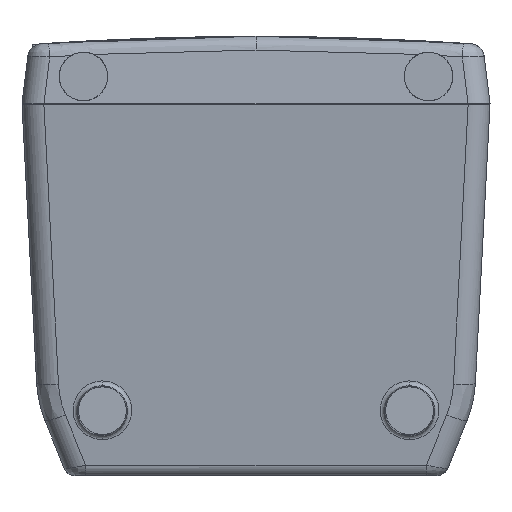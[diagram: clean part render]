
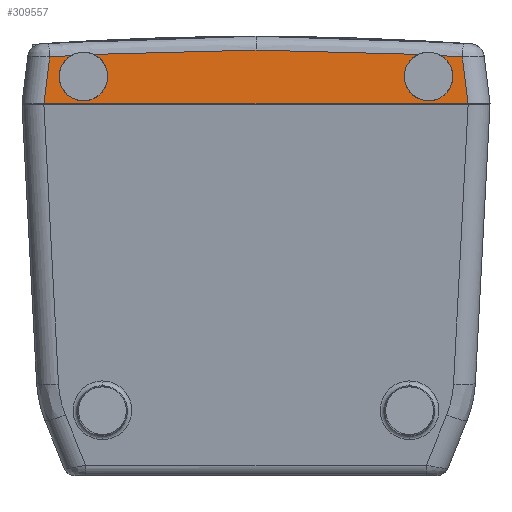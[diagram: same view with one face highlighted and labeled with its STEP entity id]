
A CAD part, front view. The second image highlights one B-rep face of the part: STEP entity #309557.
In plain terms, the highlighted planar face has unit normal (0, -0.999, 0.052).
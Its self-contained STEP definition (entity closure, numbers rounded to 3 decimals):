
#471 = EDGE_CURVE ( 'NONE', #238176, #194765, #267999, .T. ) ;
#8424 = ORIENTED_EDGE ( 'NONE', *, *, #471, .T. ) ;
#8855 = EDGE_CURVE ( 'NONE', #39567, #93769, #368569, .T. ) ;
#11930 = DIRECTION ( 'NONE',  ( -1., 0., 0. ) ) ;
#12096 =( BOUNDED_CURVE ( )  B_SPLINE_CURVE ( 3, ( #502489, #57886, #334006, #344555 ),
 .UNSPECIFIED., .F., .F. ) 
 B_SPLINE_CURVE_WITH_KNOTS ( ( 4, 4 ),
 ( 3.568, 6.283 ),
 .UNSPECIFIED. ) 
 CURVE ( )  GEOMETRIC_REPRESENTATION_ITEM ( )  RATIONAL_B_SPLINE_CURVE ( ( 1., 0.474, 0.474, 1. ) ) 
 REPRESENTATION_ITEM ( '' )  );
#29406 = CARTESIAN_POINT ( 'NONE',  ( 90.439, -983.779, 24.183 ) ) ;
#29585 = CARTESIAN_POINT ( 'NONE',  ( 126.584, -983.33, 32.756 ) ) ;
#39567 = VERTEX_POINT ( 'NONE', #139310 ) ;
#45079 = CARTESIAN_POINT ( 'NONE',  ( 126.584, -983.33, 32.756 ) ) ;
#48273 = CARTESIAN_POINT ( 'NONE',  ( 126.584, -983.33, 32.756 ) ) ;
#49776 =( BOUNDED_CURVE ( )  B_SPLINE_CURVE ( 3, ( #359009, #281206, #29406, #436616 ),
 .UNSPECIFIED., .F., .T. ) 
 B_SPLINE_CURVE_WITH_KNOTS ( ( 4, 4 ),
 ( 0., 2.715 ),
 .UNSPECIFIED. ) 
 CURVE ( )  GEOMETRIC_REPRESENTATION_ITEM ( )  RATIONAL_B_SPLINE_CURVE ( ( 1., 0.474, 0.474, 1. ) ) 
 REPRESENTATION_ITEM ( '' )  );
#53944 = CARTESIAN_POINT ( 'NONE',  ( 74.187, -983.183, 35.554 ) ) ;
#55689 = EDGE_CURVE ( 'NONE', #455394, #406468, #430077, .T. ) ;
#56630 = CARTESIAN_POINT ( 'NONE',  ( -111.06, -983.285, 33.617 ) ) ;
#56726 = EDGE_CURVE ( 'NONE', #406468, #332516, #193995, .T. ) ;
#57886 = CARTESIAN_POINT ( 'NONE',  ( -90.299, -983.779, 24.183 ) ) ;
#70200 = CARTESIAN_POINT ( 'NONE',  ( -111.06, -983.285, 33.617 ) ) ;
#73497 = CARTESIAN_POINT ( 'NONE',  ( -138.828, -984.947, 1.895 ) ) ;
#74390 = ORIENTED_EDGE ( 'NONE', *, *, #55689, .T. ) ;
#79138 = CARTESIAN_POINT ( 'NONE',  ( -141.004, -983.378, 31.838 ) ) ;
#92345 = DIRECTION ( 'NONE',  ( 0., -0.999, 0.052 ) ) ;
#93769 = VERTEX_POINT ( 'NONE', #183485 ) ;
#95822 = LINE ( 'NONE', #307360, #146052 ) ;
#101823 = DIRECTION ( 'NONE',  ( -0.122, -0.052, -0.991 ) ) ;
#118101 = ORIENTED_EDGE ( 'NONE', *, *, #182867, .T. ) ;
#123709 = VERTEX_POINT ( 'NONE', #202368 ) ;
#123720 = CARTESIAN_POINT ( 'NONE',  ( 0.07, -983.133, 36.523 ) ) ;
#139310 = CARTESIAN_POINT ( 'NONE',  ( 145.054, -985.047, 0. ) ) ;
#145876 = PLANE ( 'NONE',  #187031 ) ;
#146052 = VECTOR ( 'NONE', #513359, 1000. ) ;
#168962 = ORIENTED_EDGE ( 'NONE', *, *, #8855, .F. ) ;
#169090 = CARTESIAN_POINT ( 'NONE',  ( 141.145, -983.378, 31.838 ) ) ;
#182681 = CARTESIAN_POINT ( 'NONE',  ( 141.145, -983.378, 31.838 ) ) ;
#182867 = EDGE_CURVE ( 'NONE', #39567, #455394, #95822, .T. ) ;
#183485 = CARTESIAN_POINT ( 'NONE',  ( -144.913, -985.047, 0. ) ) ;
#187031 = AXIS2_PLACEMENT_3D ( 'NONE', #459229, #92345, #255735 ) ;
#188030 = VERTEX_POINT ( 'NONE', #262287 ) ;
#193995 =( BOUNDED_CURVE ( )  B_SPLINE_CURVE ( 3, ( #45079, #238162, #208616, #372056 ),
 .UNSPECIFIED., .F., .T. ) 
 B_SPLINE_CURVE_WITH_KNOTS ( ( 4, 4 ),
 ( 3.68, 6.283 ),
 .UNSPECIFIED. ) 
 CURVE ( )  GEOMETRIC_REPRESENTATION_ITEM ( )  RATIONAL_B_SPLINE_CURVE ( ( 1., 0.511, 0.511, 1. ) ) 
 REPRESENTATION_ITEM ( '' )  );
#194765 = VERTEX_POINT ( 'NONE', #56630 ) ;
#202368 = CARTESIAN_POINT ( 'NONE',  ( 111.201, -983.285, 33.617 ) ) ;
#208616 = CARTESIAN_POINT ( 'NONE',  ( 138.969, -984.947, 1.895 ) ) ;
#210372 = CARTESIAN_POINT ( 'NONE',  ( -136.152, -983.361, 32.161 ) ) ;
#222901 = EDGE_CURVE ( 'NONE', #332516, #123709, #49776, .T. ) ;
#223302 = VECTOR ( 'NONE', #11930, 1000. ) ;
#226545 =( BOUNDED_CURVE ( )  B_SPLINE_CURVE ( 3, ( #239913, #288080, #210372, #79138 ),
 .UNSPECIFIED., .F., .T. ) 
 B_SPLINE_CURVE_WITH_KNOTS ( ( 4, 4 ),
 ( 0.06, 0.066 ),
 .UNSPECIFIED. ) 
 CURVE ( )  GEOMETRIC_REPRESENTATION_ITEM ( )  RATIONAL_B_SPLINE_CURVE ( ( 1., 1., 1., 1. ) ) 
 REPRESENTATION_ITEM ( '' )  );
#227698 = LINE ( 'NONE', #273168, #461958 ) ;
#229050 = CARTESIAN_POINT ( 'NONE',  ( -117.93, -984.947, 1.895 ) ) ;
#237072 = ORIENTED_EDGE ( 'NONE', *, *, #407297, .T. ) ;
#238162 = CARTESIAN_POINT ( 'NONE',  ( 144.527, -983.892, 22.041 ) ) ;
#238176 = VERTEX_POINT ( 'NONE', #123720 ) ;
#239913 = CARTESIAN_POINT ( 'NONE',  ( -126.443, -983.33, 32.756 ) ) ;
#241119 = ORIENTED_EDGE ( 'NONE', *, *, #222901, .T. ) ;
#241232 = CARTESIAN_POINT ( 'NONE',  ( -126.443, -983.33, 32.756 ) ) ;
#252471 = EDGE_CURVE ( 'NONE', #123709, #238176, #415931, .T. ) ;
#255735 = DIRECTION ( 'NONE',  ( 0., 0.052, 0.999 ) ) ;
#257560 = CARTESIAN_POINT ( 'NONE',  ( 111.201, -983.285, 33.617 ) ) ;
#262287 = CARTESIAN_POINT ( 'NONE',  ( -141.004, -983.378, 31.838 ) ) ;
#267999 =( BOUNDED_CURVE ( )  B_SPLINE_CURVE ( 3, ( #271190, #434531, #437140, #70200 ),
 .UNSPECIFIED., .F., .T. ) 
 B_SPLINE_CURVE_WITH_KNOTS ( ( 4, 4 ),
 ( 0., 0.052 ),
 .UNSPECIFIED. ) 
 CURVE ( )  GEOMETRIC_REPRESENTATION_ITEM ( )  RATIONAL_B_SPLINE_CURVE ( ( 1., 1., 1., 1. ) ) 
 REPRESENTATION_ITEM ( '' )  );
#271190 = CARTESIAN_POINT ( 'NONE',  ( 0.07, -983.133, 36.523 ) ) ;
#273168 = CARTESIAN_POINT ( 'NONE',  ( -140.396, -983.119, 36.792 ) ) ;
#281206 = CARTESIAN_POINT ( 'NONE',  ( 95.266, -984.947, 1.895 ) ) ;
#288080 = CARTESIAN_POINT ( 'NONE',  ( -131.298, -983.345, 32.467 ) ) ;
#295775 = ORIENTED_EDGE ( 'NONE', *, *, #480213, .T. ) ;
#307360 = CARTESIAN_POINT ( 'NONE',  ( 145.277, -985.142, -1.811 ) ) ;
#309557 = ADVANCED_FACE ( 'NONE', ( #349388 ), #145876, .T. ) ;
#332516 = VERTEX_POINT ( 'NONE', #415417 ) ;
#334006 = CARTESIAN_POINT ( 'NONE',  ( -95.125, -984.947, 1.895 ) ) ;
#335371 = CARTESIAN_POINT ( 'NONE',  ( 0.07, -983.133, 36.523 ) ) ;
#344214 = EDGE_CURVE ( 'NONE', #465746, #188030, #226545, .T. ) ;
#344555 = CARTESIAN_POINT ( 'NONE',  ( -117.93, -984.947, 1.895 ) ) ;
#347015 =( BOUNDED_CURVE ( )  B_SPLINE_CURVE ( 3, ( #229050, #73497, #392527, #515443 ),
 .UNSPECIFIED., .F., .T. ) 
 B_SPLINE_CURVE_WITH_KNOTS ( ( 4, 4 ),
 ( 0., 2.603 ),
 .UNSPECIFIED. ) 
 CURVE ( )  GEOMETRIC_REPRESENTATION_ITEM ( )  RATIONAL_B_SPLINE_CURVE ( ( 1., 0.511, 0.511, 1. ) ) 
 REPRESENTATION_ITEM ( '' )  );
#349388 = FACE_OUTER_BOUND ( 'NONE', #350491, .T. ) ;
#350491 = EDGE_LOOP ( 'NONE', ( #241119, #403178, #8424, #237072, #508906, #435098, #295775, #168962, #118101, #74390, #511409 ) ) ;
#359009 = CARTESIAN_POINT ( 'NONE',  ( 118.07, -984.947, 1.895 ) ) ;
#368569 = LINE ( 'NONE', #379097, #223302 ) ;
#372056 = CARTESIAN_POINT ( 'NONE',  ( 118.07, -984.947, 1.895 ) ) ;
#377860 = CARTESIAN_POINT ( 'NONE',  ( 131.439, -983.345, 32.467 ) ) ;
#379097 = CARTESIAN_POINT ( 'NONE',  ( 160.07, -985.047, 0. ) ) ;
#389240 = EDGE_CURVE ( 'NONE', #406920, #465746, #347015, .T. ) ;
#392527 = CARTESIAN_POINT ( 'NONE',  ( -144.386, -983.892, 22.041 ) ) ;
#403178 = ORIENTED_EDGE ( 'NONE', *, *, #252471, .T. ) ;
#406468 = VERTEX_POINT ( 'NONE', #29585 ) ;
#406920 = VERTEX_POINT ( 'NONE', #437505 ) ;
#407297 = EDGE_CURVE ( 'NONE', #194765, #406920, #12096, .T. ) ;
#415417 = CARTESIAN_POINT ( 'NONE',  ( 118.07, -984.947, 1.895 ) ) ;
#415931 =( BOUNDED_CURVE ( )  B_SPLINE_CURVE ( 3, ( #257560, #53944, #503832, #335371 ),
 .UNSPECIFIED., .F., .T. ) 
 B_SPLINE_CURVE_WITH_KNOTS ( ( 4, 4 ),
 ( 6.231, 6.283 ),
 .UNSPECIFIED. ) 
 CURVE ( )  GEOMETRIC_REPRESENTATION_ITEM ( )  RATIONAL_B_SPLINE_CURVE ( ( 1., 1., 1., 1. ) ) 
 REPRESENTATION_ITEM ( '' )  );
#430077 =( BOUNDED_CURVE ( )  B_SPLINE_CURVE ( 3, ( #169090, #495484, #377860, #48273 ),
 .UNSPECIFIED., .F., .T. ) 
 B_SPLINE_CURVE_WITH_KNOTS ( ( 4, 4 ),
 ( 6.217, 6.224 ),
 .UNSPECIFIED. ) 
 CURVE ( )  GEOMETRIC_REPRESENTATION_ITEM ( )  RATIONAL_B_SPLINE_CURVE ( ( 1., 1., 1., 1. ) ) 
 REPRESENTATION_ITEM ( '' )  );
#434531 = CARTESIAN_POINT ( 'NONE',  ( -36.994, -983.133, 36.523 ) ) ;
#435098 = ORIENTED_EDGE ( 'NONE', *, *, #344214, .T. ) ;
#436616 = CARTESIAN_POINT ( 'NONE',  ( 111.201, -983.285, 33.617 ) ) ;
#437140 = CARTESIAN_POINT ( 'NONE',  ( -74.046, -983.183, 35.554 ) ) ;
#437505 = CARTESIAN_POINT ( 'NONE',  ( -117.93, -984.947, 1.895 ) ) ;
#455394 = VERTEX_POINT ( 'NONE', #182681 ) ;
#459229 = CARTESIAN_POINT ( 'NONE',  ( 160.07, -985.047, 0. ) ) ;
#461958 = VECTOR ( 'NONE', #101823, 1000. ) ;
#465746 = VERTEX_POINT ( 'NONE', #241232 ) ;
#480213 = EDGE_CURVE ( 'NONE', #188030, #93769, #227698, .T. ) ;
#495484 = CARTESIAN_POINT ( 'NONE',  ( 136.292, -983.361, 32.161 ) ) ;
#502489 = CARTESIAN_POINT ( 'NONE',  ( -111.06, -983.285, 33.617 ) ) ;
#503832 = CARTESIAN_POINT ( 'NONE',  ( 37.135, -983.133, 36.523 ) ) ;
#508906 = ORIENTED_EDGE ( 'NONE', *, *, #389240, .T. ) ;
#511409 = ORIENTED_EDGE ( 'NONE', *, *, #56726, .T. ) ;
#513359 = DIRECTION ( 'NONE',  ( -0.122, 0.052, 0.991 ) ) ;
#515443 = CARTESIAN_POINT ( 'NONE',  ( -126.443, -983.33, 32.756 ) ) ;
